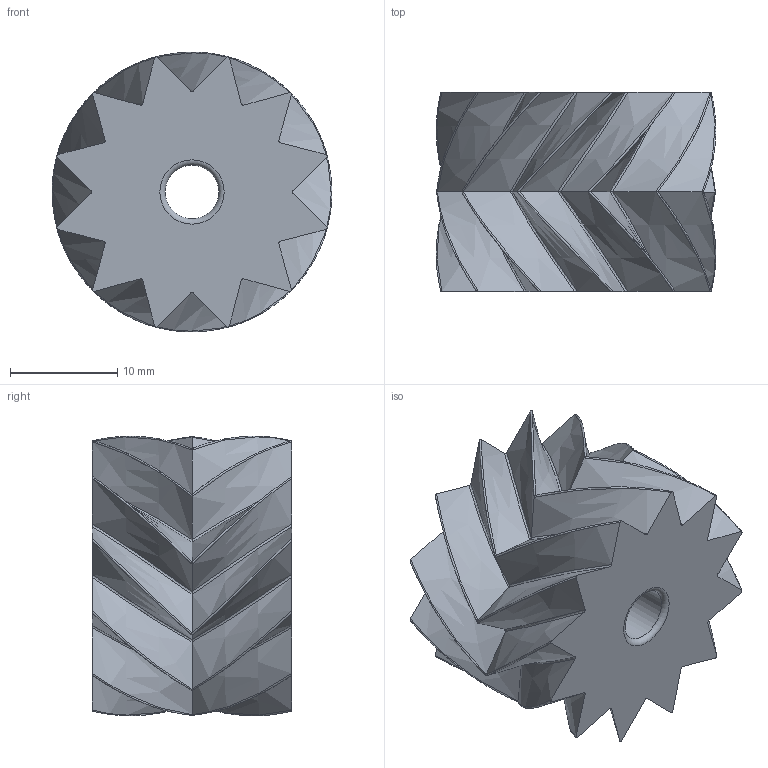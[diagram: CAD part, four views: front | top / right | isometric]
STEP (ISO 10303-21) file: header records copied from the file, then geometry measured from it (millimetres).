
FILE_DESCRIPTION(/* description */ (''),/* implementation_level */ '2;1');
FILE_NAME(/* name */ 'hjól.stp',/* time_stamp */ '2025-03-04T12:16:03Z',/* author */ ('Patti'),/* organization */ (''),/* preprocessor_version */ 'ST-DEVELOPER v19',/* originating_system */ 'Autodesk Inventor 2023',/* authorisation */ '');
FILE_SCHEMA (('AUTOMOTIVE_DESIGN { 1 0 10303 214 3 1 1 }'));
Length unit declared in the file: millimetre
Products named in the file (1): hjól
Bounding box: 26.13 x 18.6 x 26.13 mm (x, y, z)
Volume: 6738.5 mm3; surface area: 3541.9 mm2
Topology: 1 solids, 1 shells, 101 faces, 273 edges, 176 vertices
Faces by surface type: bspline 96, torus 2, plane 2, cylinder 1
Full cylindrical faces by diameter (mm): 5 x1
Entity records: 6563 total; most frequent: CARTESIAN_POINT 4667, ORIENTED_EDGE 546, EDGE_CURVE 273, B_SPLINE_CURVE_WITH_KNOTS 216, VERTEX_POINT 174, EDGE_LOOP 103, FACE_OUTER_BOUND 101, ADVANCED_FACE 101
